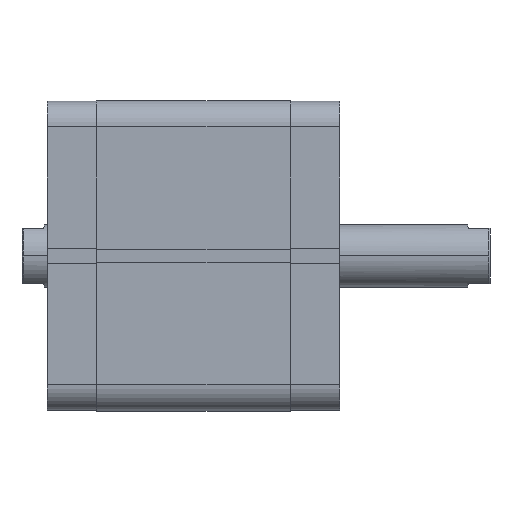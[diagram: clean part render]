
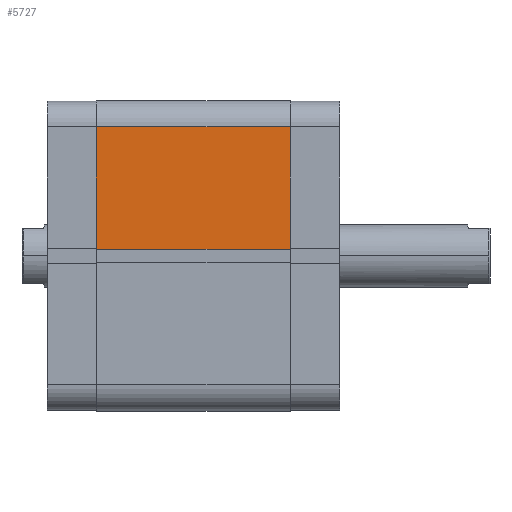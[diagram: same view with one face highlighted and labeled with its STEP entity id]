
A CAD part, top view. The second image highlights one B-rep face of the part: STEP entity #5727.
In plain terms, the highlighted face is planar.
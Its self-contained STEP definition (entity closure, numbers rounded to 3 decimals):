
#465 = PLANE ( 'NONE',  #5208 ) ;
#468 = CARTESIAN_POINT ( 'NONE',  ( -51.5, 62., -77.5 ) ) ;
#474 = DIRECTION ( 'NONE',  ( 0., 1., 0. ) ) ;
#475 = DIRECTION ( 'NONE',  ( 0., 0., 1. ) ) ;
#790 = CARTESIAN_POINT ( 'NONE',  ( -51.5, 62., -77.5 ) ) ;
#825 = CARTESIAN_POINT ( 'NONE',  ( -2.6, 62., 0. ) ) ;
#826 = CARTESIAN_POINT ( 'NONE',  ( -2.6, 62., -77.5 ) ) ;
#828 = CARTESIAN_POINT ( 'NONE',  ( -51.5, 62., 0. ) ) ;
#1685 = EDGE_CURVE ( 'NONE', #6838, #6801, #4445, .T. ) ;
#1692 = EDGE_CURVE ( 'NONE', #6801, #6840, #4448, .T. ) ;
#1699 = EDGE_CURVE ( 'NONE', #6838, #6837, #4457, .T. ) ;
#1700 = EDGE_CURVE ( 'NONE', #6837, #6840, #4462, .T. ) ;
#1764 = EDGE_LOOP ( 'NONE', ( #2224, #2223, #2222, #2221 ) ) ;
#2221 = ORIENTED_EDGE ( 'NONE', *, *, #1692, .T. ) ;
#2222 = ORIENTED_EDGE ( 'NONE', *, *, #1685, .T. ) ;
#2223 = ORIENTED_EDGE ( 'NONE', *, *, #1699, .F. ) ;
#2224 = ORIENTED_EDGE ( 'NONE', *, *, #1700, .F. ) ;
#4018 = CARTESIAN_POINT ( 'NONE',  ( -51.5, 62., -77.5 ) ) ;
#4019 = DIRECTION ( 'NONE',  ( -1., 0., 0. ) ) ;
#4024 = CARTESIAN_POINT ( 'NONE',  ( -51.5, 62., -77.5 ) ) ;
#4026 = CARTESIAN_POINT ( 'NONE',  ( -2.6, 62., -77.5 ) ) ;
#4030 = DIRECTION ( 'NONE',  ( 0., 0., 1. ) ) ;
#4038 = DIRECTION ( 'NONE',  ( 0., 0., 1. ) ) ;
#4039 = CARTESIAN_POINT ( 'NONE',  ( -51.5, 62., 0. ) ) ;
#4040 = DIRECTION ( 'NONE',  ( -1., 0., 0. ) ) ;
#4445 = LINE ( 'NONE', #4018, #4446 ) ;
#4446 = VECTOR ( 'NONE', #4019, 1000. ) ;
#4448 = LINE ( 'NONE', #4024, #4454 ) ;
#4454 = VECTOR ( 'NONE', #4030, 1000. ) ;
#4457 = LINE ( 'NONE', #4026, #4461 ) ;
#4461 = VECTOR ( 'NONE', #4038, 1000. ) ;
#4462 = LINE ( 'NONE', #4039, #4463 ) ;
#4463 = VECTOR ( 'NONE', #4040, 1000. ) ;
#4868 = FACE_OUTER_BOUND ( 'NONE', #1764, .T. ) ;
#5208 = AXIS2_PLACEMENT_3D ( 'NONE', #468, #474, #475 ) ;
#5727 = ADVANCED_FACE ( 'NONE', ( #4868 ), #465, .T. ) ;
#6801 = VERTEX_POINT ( 'NONE', #790 ) ;
#6837 = VERTEX_POINT ( 'NONE', #825 ) ;
#6838 = VERTEX_POINT ( 'NONE', #826 ) ;
#6840 = VERTEX_POINT ( 'NONE', #828 ) ;
